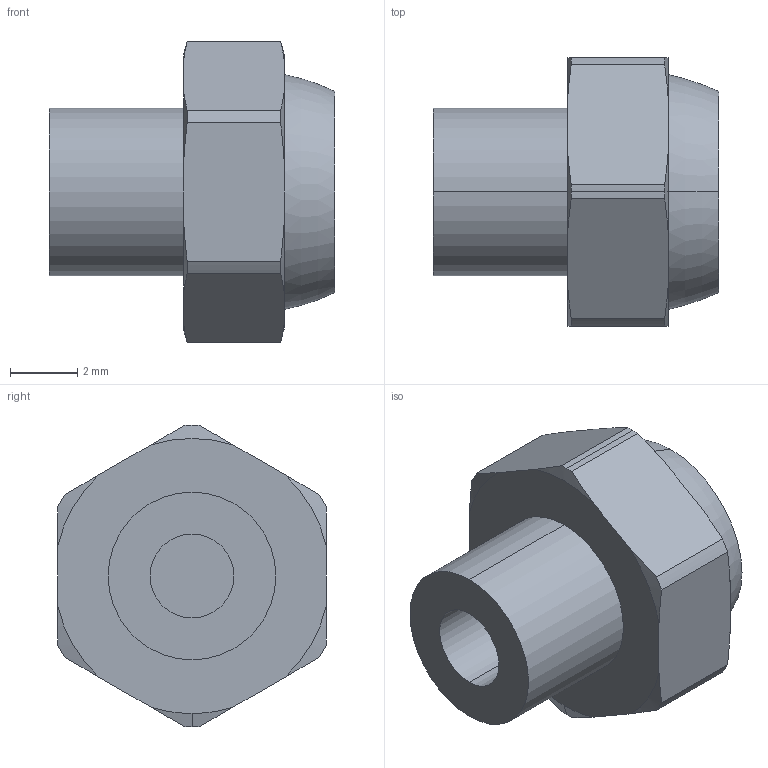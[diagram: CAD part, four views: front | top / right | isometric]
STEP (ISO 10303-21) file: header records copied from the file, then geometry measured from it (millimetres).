
FILE_DESCRIPTION (( 'STEP AP214' ), '1' );
FILE_NAME ('AZ-SEP1_IC.STEP', '2020-03-31T06:05:56', ( '' ), ( '' ), 'SwSTEP 2.0', 'SolidWorks 2020', '' );
FILE_SCHEMA (( 'AUTOMOTIVE_DESIGN' ));
Length unit declared in the file: millimetre
Products named in the file (1): AZ-SEP1_IC
Bounding box: 8.5 x 8 x 9 mm (x, y, z)
Volume: 250.9 mm3; surface area: 339 mm2
Topology: 1 solids, 1 shells, 41 faces, 104 edges, 69 vertices
Faces by surface type: cone 14, cylinder 13, plane 12, torus 2
Entity records: 1326 total; most frequent: CARTESIAN_POINT 287, DIRECTION 211, ORIENTED_EDGE 208, EDGE_CURVE 104, AXIS2_PLACEMENT_3D 89, VERTEX_POINT 69, CIRCLE 47, EDGE_LOOP 45
